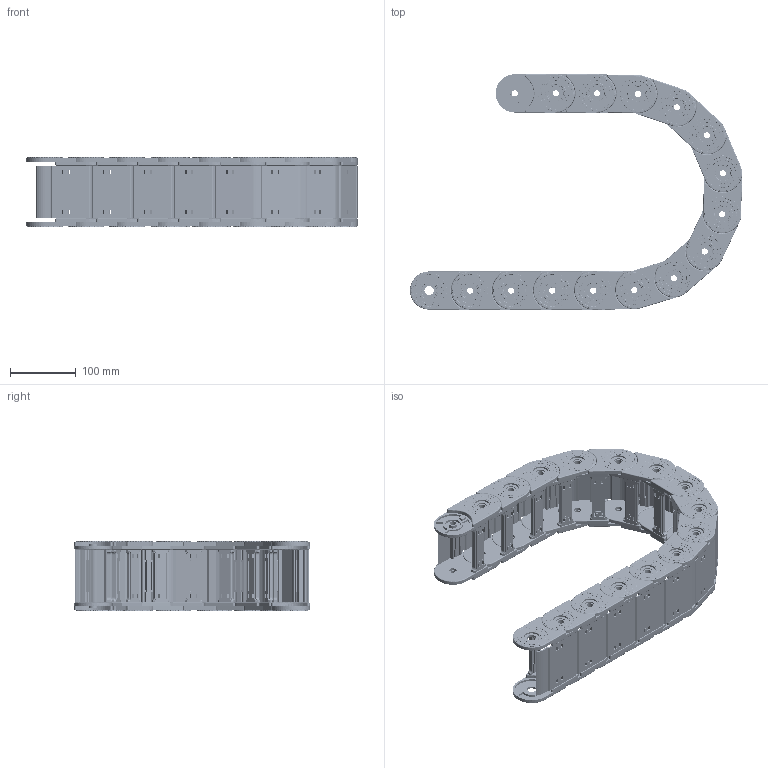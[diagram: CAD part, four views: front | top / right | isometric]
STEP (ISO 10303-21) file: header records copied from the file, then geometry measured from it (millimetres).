
FILE_DESCRIPTION (( 'STEP AP214' ), '1' );
FILE_NAME ('CK42-Y080-R150.STEP', '2019-09-10T07:01:56', ( '' ), ( '' ), 'SwSTEP 2.0', 'SolidWorks 2017', '' );
FILE_SCHEMA (( 'AUTOMOTIVE_DESIGN' ));
Length unit declared in the file: millimetre
Products named in the file (2): CK42-Y080; CK42-Y080-R150
Assembly tree (15 placements, depth 2):
  CK42-Y080-R150
    CK42-Y080  x15
Bounding box: 505.24 x 358 x 105.3 mm (x, y, z)
Volume: 1380612 mm3; surface area: 918601.6 mm2
Topology: 60 solids, 60 shells, 9915 faces, 25770 edges, 16320 vertices
Faces by surface type: cylinder 4200, plane 4065, bspline 1170, torus 300, sphere 180
Entity records: 35010 total; most frequent: CARTESIAN_POINT 20038, ORIENTED_EDGE 3404, DIRECTION 2518, EDGE_CURVE 1702, VERTEX_POINT 1088, LINE 916, VECTOR 916, AXIS2_PLACEMENT_3D 801
